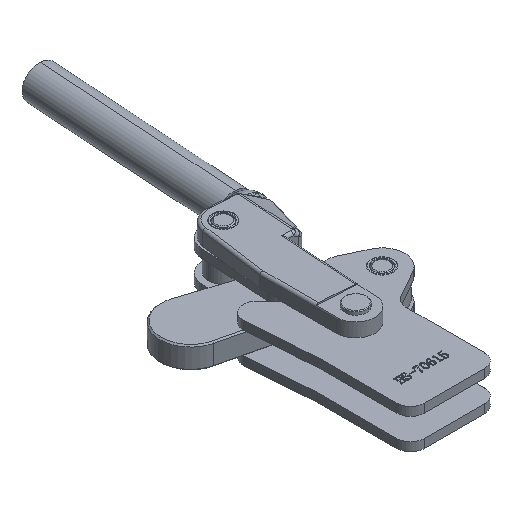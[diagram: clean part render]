
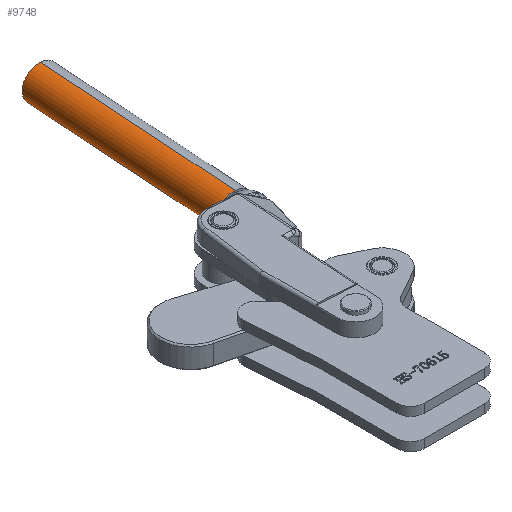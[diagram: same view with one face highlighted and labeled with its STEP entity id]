
A CAD part, isometric view. The second image highlights one B-rep face of the part: STEP entity #9748.
In plain terms, the highlighted cylindrical face has radius 12.5 mm (diameter 25 mm), a partial arc.
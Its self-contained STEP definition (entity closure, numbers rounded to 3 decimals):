
#170 = DIRECTION ( 'NONE',  ( 0., -1., 0. ) ) ;
#171 = DIRECTION ( 'NONE',  ( 0., -1., 0. ) ) ;
#172 = CARTESIAN_POINT ( 'NONE',  ( 0., 152., 12.5 ) ) ;
#176 = CARTESIAN_POINT ( 'NONE',  ( 0., 152., -12.5 ) ) ;
#180 = CARTESIAN_POINT ( 'NONE',  ( 0., 152., 0. ) ) ;
#181 = DIRECTION ( 'NONE',  ( 0., 1., 0. ) ) ;
#182 = DIRECTION ( 'NONE',  ( 0., 0., 1. ) ) ;
#188 = CARTESIAN_POINT ( 'NONE',  ( 0., 0., 0. ) ) ;
#189 = DIRECTION ( 'NONE',  ( 0., 1., 0. ) ) ;
#190 = DIRECTION ( 'NONE',  ( 0., 0., 1. ) ) ;
#1648 = EDGE_CURVE ( 'NONE', #13487, #13515, #15579, .T. ) ;
#1650 = EDGE_CURVE ( 'NONE', #13510, #13514, #15584, .T. ) ;
#1651 = EDGE_CURVE ( 'NONE', #13510, #13487, #15582, .T. ) ;
#1653 = EDGE_CURVE ( 'NONE', #13514, #13515, #15588, .T. ) ;
#9153 = AXIS2_PLACEMENT_3D ( 'NONE', #180, #181, #182 ) ;
#9158 = AXIS2_PLACEMENT_3D ( 'NONE', #188, #189, #190 ) ;
#9748 = ADVANCED_FACE ( 'NONE', ( #21841 ), #21851, .T. ) ;
#12732 = EDGE_LOOP ( 'NONE', ( #14120, #14121, #14122, #14123 ) ) ;
#13487 = VERTEX_POINT ( 'NONE', #28490 ) ;
#13510 = VERTEX_POINT ( 'NONE', #28495 ) ;
#13514 = VERTEX_POINT ( 'NONE', #28499 ) ;
#13515 = VERTEX_POINT ( 'NONE', #28500 ) ;
#14120 = ORIENTED_EDGE ( 'NONE', *, *, #1648, .F. ) ;
#14121 = ORIENTED_EDGE ( 'NONE', *, *, #1651, .F. ) ;
#14122 = ORIENTED_EDGE ( 'NONE', *, *, #1650, .T. ) ;
#14123 = ORIENTED_EDGE ( 'NONE', *, *, #1653, .T. ) ;
#15579 = LINE ( 'NONE', #172, #15583 ) ;
#15582 = CIRCLE ( 'NONE', #9153, 12.5 ) ;
#15583 = VECTOR ( 'NONE', #170, 1000. ) ;
#15584 = LINE ( 'NONE', #176, #15586 ) ;
#15586 = VECTOR ( 'NONE', #171, 1000. ) ;
#15588 = CIRCLE ( 'NONE', #9158, 12.5 ) ;
#21841 = FACE_OUTER_BOUND ( 'NONE', #12732, .T. ) ;
#21851 = CYLINDRICAL_SURFACE ( 'NONE', #26472, 12.5 ) ;
#24494 = DIRECTION ( 'NONE',  ( 0., 0., -1. ) ) ;
#24496 = DIRECTION ( 'NONE',  ( 0., -1., 0. ) ) ;
#24497 = CARTESIAN_POINT ( 'NONE',  ( 0., 152., 0. ) ) ;
#26472 = AXIS2_PLACEMENT_3D ( 'NONE', #24497, #24496, #24494 ) ;
#28490 = CARTESIAN_POINT ( 'NONE',  ( 0., 152., 12.5 ) ) ;
#28495 = CARTESIAN_POINT ( 'NONE',  ( 0., 152., -12.5 ) ) ;
#28499 = CARTESIAN_POINT ( 'NONE',  ( 0., 0., -12.5 ) ) ;
#28500 = CARTESIAN_POINT ( 'NONE',  ( 0., 0., 12.5 ) ) ;
